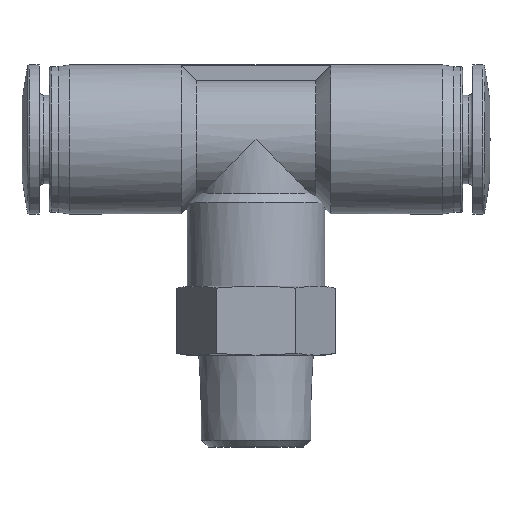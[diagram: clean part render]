
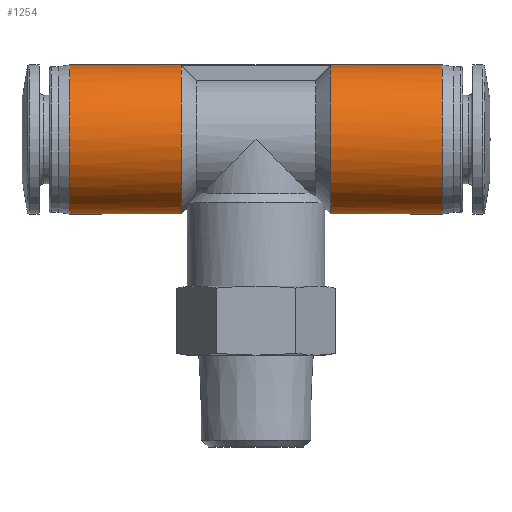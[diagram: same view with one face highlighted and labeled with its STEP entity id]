
A CAD part, top view. The second image highlights one B-rep face of the part: STEP entity #1254.
In plain terms, the highlighted cylindrical face has radius 6.5 mm (diameter 13 mm), a full revolution.
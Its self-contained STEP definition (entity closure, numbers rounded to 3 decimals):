
#50=LINE('',#1898,#60);
#51=LINE('',#1899,#61);
#60=VECTOR('',#1537,1000.);
#61=VECTOR('',#1538,1000.);
#209=ORIENTED_EDGE('',*,*,#403,.F.);
#210=ORIENTED_EDGE('',*,*,#402,.T.);
#211=ORIENTED_EDGE('',*,*,#390,.T.);
#212=ORIENTED_EDGE('',*,*,#404,.T.);
#213=ORIENTED_EDGE('',*,*,#366,.F.);
#214=ORIENTED_EDGE('',*,*,#405,.F.);
#366=EDGE_CURVE('',#468,#470,#540,.T.);
#390=EDGE_CURVE('',#486,#489,#545,.T.);
#402=EDGE_CURVE('',#498,#498,#557,.T.);
#403=EDGE_CURVE('',#499,#499,#558,.T.);
#404=EDGE_CURVE('',#489,#470,#50,.T.);
#405=EDGE_CURVE('',#486,#468,#51,.T.);
#468=VERTEX_POINT('',#1773);
#470=VERTEX_POINT('',#1776);
#486=VERTEX_POINT('',#1842);
#489=VERTEX_POINT('',#1862);
#498=VERTEX_POINT('',#1894);
#499=VERTEX_POINT('',#1897);
#540=CIRCLE('',#1319,6.5);
#545=CIRCLE('',#1331,6.5);
#557=CIRCLE('',#1353,6.5);
#558=CIRCLE('',#1355,6.5);
#619=EDGE_LOOP('',(#209));
#620=EDGE_LOOP('',(#210));
#621=EDGE_LOOP('',(#211,#212,#213,#214));
#717=FACE_BOUND('',#619,.T.);
#718=FACE_BOUND('',#620,.T.);
#719=FACE_BOUND('',#621,.T.);
#786=CYLINDRICAL_SURFACE('',#1354,6.5);
#1254=ADVANCED_FACE('',(#717,#718,#719),#786,.T.);
#1319=AXIS2_PLACEMENT_3D('',#1775,#1461,#1462);
#1331=AXIS2_PLACEMENT_3D('',#1863,#1487,#1488);
#1353=AXIS2_PLACEMENT_3D('',#1893,#1531,#1532);
#1354=AXIS2_PLACEMENT_3D('',#1895,#1533,#1534);
#1355=AXIS2_PLACEMENT_3D('',#1896,#1535,#1536);
#1461=DIRECTION('',(1.,0.,0.));
#1462=DIRECTION('',(0.,1.,0.));
#1487=DIRECTION('',(1.,0.,0.));
#1488=DIRECTION('',(0.,1.,0.));
#1531=DIRECTION('',(1.,0.,0.));
#1532=DIRECTION('',(0.,1.,0.));
#1533=DIRECTION('',(1.,0.,0.));
#1534=DIRECTION('',(0.,1.,0.));
#1535=DIRECTION('',(1.,0.,0.));
#1536=DIRECTION('',(0.,1.,0.));
#1537=DIRECTION('',(-1.,0.,0.));
#1538=DIRECTION('',(-1.,0.,0.));
#1773=CARTESIAN_POINT('',(-6.5,6.457,0.75));
#1775=CARTESIAN_POINT('',(-6.5,0.,0.));
#1776=CARTESIAN_POINT('',(-6.5,6.457,-0.75));
#1842=CARTESIAN_POINT('',(6.5,6.457,0.75));
#1862=CARTESIAN_POINT('',(6.5,6.457,-0.75));
#1863=CARTESIAN_POINT('',(6.5,0.,0.));
#1893=CARTESIAN_POINT('',(-16.25,0.,0.));
#1894=CARTESIAN_POINT('',(-16.25,6.5,0.));
#1895=CARTESIAN_POINT('',(20.4,0.,0.));
#1896=CARTESIAN_POINT('',(16.25,0.,0.));
#1897=CARTESIAN_POINT('',(16.25,6.5,0.));
#1898=CARTESIAN_POINT('',(6.5,6.457,-0.75));
#1899=CARTESIAN_POINT('',(6.5,6.457,0.75));
